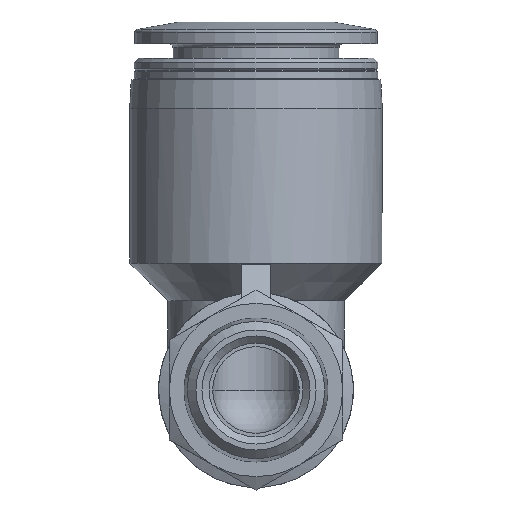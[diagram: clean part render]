
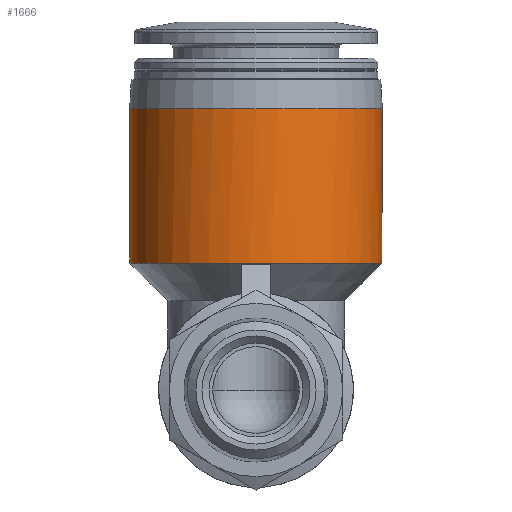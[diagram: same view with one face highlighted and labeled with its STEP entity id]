
A CAD part, front view. The second image highlights one B-rep face of the part: STEP entity #1666.
In plain terms, the highlighted cylindrical face has radius 8.75 mm (diameter 17.5 mm), a full revolution.
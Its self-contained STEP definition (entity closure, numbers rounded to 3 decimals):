
#220=CIRCLE('',#1739,8.75);
#241=CIRCLE('',#1782,8.75);
#368=ORIENTED_EDGE('',*,*,#613,.F.);
#369=ORIENTED_EDGE('',*,*,#650,.T.);
#613=EDGE_CURVE('',#765,#765,#220,.T.);
#650=EDGE_CURVE('',#792,#792,#241,.T.);
#765=VERTEX_POINT('',#2285);
#792=VERTEX_POINT('',#2401);
#900=EDGE_LOOP('',(#368));
#901=EDGE_LOOP('',(#369));
#1008=FACE_BOUND('',#900,.T.);
#1009=FACE_BOUND('',#901,.T.);
#1077=CYLINDRICAL_SURFACE('',#1783,8.75);
#1666=ADVANCED_FACE('',(#1008,#1009),#1077,.T.);
#1739=AXIS2_PLACEMENT_3D('',#2284,#1903,#1904);
#1782=AXIS2_PLACEMENT_3D('',#2400,#1997,#1998);
#1783=AXIS2_PLACEMENT_3D('',#2402,#1999,#2000);
#1903=DIRECTION('',(0.,0.,-1.));
#1904=DIRECTION('',(-1.,0.,0.));
#1997=DIRECTION('',(0.,0.,-1.));
#1998=DIRECTION('',(-1.,0.,0.));
#1999=DIRECTION('',(0.,0.,-1.));
#2000=DIRECTION('',(-1.,0.,0.));
#2284=CARTESIAN_POINT('',(0.,17.,8.8));
#2285=CARTESIAN_POINT('',(-8.75,17.,8.8));
#2400=CARTESIAN_POINT('',(0.,17.,19.5));
#2401=CARTESIAN_POINT('',(-8.75,17.,19.5));
#2402=CARTESIAN_POINT('',(0.,17.,0.));
